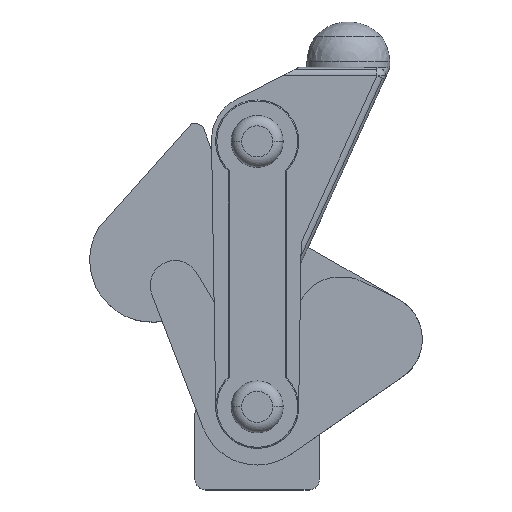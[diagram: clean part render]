
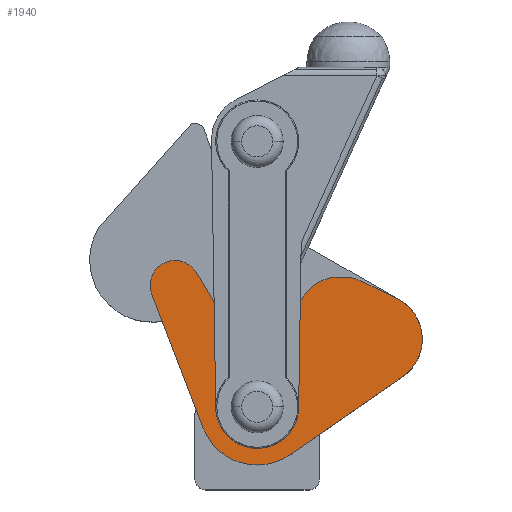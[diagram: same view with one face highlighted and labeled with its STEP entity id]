
A CAD part, top view. The second image highlights one B-rep face of the part: STEP entity #1940.
In plain terms, the highlighted planar face has unit normal (0, 0, 1).
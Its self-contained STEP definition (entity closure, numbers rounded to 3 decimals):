
#593=CARTESIAN_POINT('',(-101.84,52.836,10.5));
#594=VERTEX_POINT('',#593);
#603=CARTESIAN_POINT('',(-106.545,42.957,10.5));
#604=VERTEX_POINT('',#603);
#605=CARTESIAN_POINT('',(-112.809,52.,10.5));
#606=DIRECTION('',(0.0,0.0,-1.0));
#607=DIRECTION('',(0.997,0.076,0.0));
#608=AXIS2_PLACEMENT_3D('',#605,#606,#607);
#609=CIRCLE('',#608,11.);
#610=EDGE_CURVE('',#594,#604,#609,.T.);
#635=CARTESIAN_POINT('',(-145.739,22.323,10.5));
#636=VERTEX_POINT('',#635);
#645=CARTESIAN_POINT('',(-154.681,30.689,10.5));
#646=VERTEX_POINT('',#645);
#647=CARTESIAN_POINT('',(-141.609,35.7,10.5));
#648=DIRECTION('',(0.0,0.0,-1.));
#649=DIRECTION('',(-0.295,-0.955,0.0));
#650=AXIS2_PLACEMENT_3D('',#647,#648,#649);
#651=CIRCLE('',#650,14.);
#652=EDGE_CURVE('',#636,#646,#651,.T.);
#677=CARTESIAN_POINT('',(-164.038,70.393,10.5));
#678=VERTEX_POINT('',#677);
#687=CARTESIAN_POINT('',(-156.266,68.091,10.5));
#688=VERTEX_POINT('',#687);
#689=CARTESIAN_POINT('',(-161.409,65.,10.5));
#690=DIRECTION('',(0.0,0.0,-1.));
#691=DIRECTION('',(-0.438,0.899,0.0));
#692=AXIS2_PLACEMENT_3D('',#689,#690,#691);
#693=CIRCLE('',#692,6.);
#694=EDGE_CURVE('',#678,#688,#693,.T.);
#719=CARTESIAN_POINT('',(-141.192,55.007,10.5));
#720=VERTEX_POINT('',#719);
#729=CARTESIAN_POINT('',(-130.92,61.545,10.5));
#730=VERTEX_POINT('',#729);
#731=CARTESIAN_POINT('',(-141.609,67.,10.5));
#732=DIRECTION('',(0.0,0.0,1.));
#733=DIRECTION('',(0.035,-0.999,0.0));
#734=AXIS2_PLACEMENT_3D('',#731,#732,#733);
#735=CIRCLE('',#734,12.);
#736=EDGE_CURVE('',#720,#730,#735,.T.);
#761=CARTESIAN_POINT('',(-127.235,65.528,10.5));
#762=VERTEX_POINT('',#761);
#771=CARTESIAN_POINT('',(-122.013,67.,10.5));
#772=VERTEX_POINT('',#771);
#773=CARTESIAN_POINT('',(-122.013,57.,10.5));
#774=DIRECTION('',(0.0,0.0,-1.));
#775=DIRECTION('',(-0.522,0.853,0.0));
#776=AXIS2_PLACEMENT_3D('',#773,#774,#775);
#777=CIRCLE('',#776,10.);
#778=EDGE_CURVE('',#762,#772,#777,.T.);
#803=CARTESIAN_POINT('',(-118.532,66.744,10.5));
#804=VERTEX_POINT('',#803);
#813=CARTESIAN_POINT('',(-116.398,65.988,10.5));
#814=VERTEX_POINT('',#813);
#815=CARTESIAN_POINT('',(-120.781,57.,10.5));
#816=DIRECTION('',(0.0,0.0,-1.0));
#817=DIRECTION('',(0.225,0.974,0.0));
#818=AXIS2_PLACEMENT_3D('',#815,#816,#817);
#819=CIRCLE('',#818,10.);
#820=EDGE_CURVE('',#804,#814,#819,.T.);
#847=CARTESIAN_POINT('',(-144.609,35.7,10.5));
#848=VERTEX_POINT('',#847);
#864=CARTESIAN_POINT('',(-138.609,35.7,10.5));
#865=VERTEX_POINT('',#864);
#872=CARTESIAN_POINT('',(-141.609,35.7,10.5));
#873=DIRECTION('',(0.0,0.0,-1.0));
#874=DIRECTION('',(-1.0,0.0,0.0));
#875=AXIS2_PLACEMENT_3D('',#872,#873,#874);
#876=CIRCLE('',#875,3.);
#877=EDGE_CURVE('',#848,#865,#876,.T.);
#1544=CARTESIAN_POINT('',(-141.609,35.7,10.5));
#1545=DIRECTION('',(0.0,0.0,-1.0));
#1546=DIRECTION('',(-1.0,0.0,0.0));
#1547=AXIS2_PLACEMENT_3D('',#1544,#1545,#1546);
#1548=CIRCLE('',#1547,3.);
#1549=EDGE_CURVE('',#865,#848,#1548,.T.);
#1577=CARTESIAN_POINT('',(-120.781,67.,10.5));
#1578=VERTEX_POINT('',#1577);
#1585=CARTESIAN_POINT('',(-120.781,57.,10.5));
#1586=DIRECTION('',(0.0,0.0,-1.0));
#1587=DIRECTION('',(0.225,0.974,0.0));
#1588=AXIS2_PLACEMENT_3D('',#1585,#1586,#1587);
#1589=CIRCLE('',#1588,10.);
#1590=EDGE_CURVE('',#1578,#804,#1589,.T.);
#1607=CARTESIAN_POINT('',(-122.013,67.,10.5));
#1608=DIRECTION('',(1.0,0.0,0.0));
#1609=VECTOR('',#1608,1.232);
#1610=LINE('',#1607,#1609);
#1611=EDGE_CURVE('',#772,#1578,#1610,.T.);
#1631=CARTESIAN_POINT('',(-122.013,57.,10.5));
#1632=DIRECTION('',(0.0,0.0,-1.));
#1633=DIRECTION('',(-0.522,0.853,0.0));
#1634=AXIS2_PLACEMENT_3D('',#1631,#1632,#1633);
#1635=CIRCLE('',#1634,10.);
#1636=EDGE_CURVE('',#730,#762,#1635,.T.);
#1656=CARTESIAN_POINT('',(-151.893,60.817,10.5));
#1657=VERTEX_POINT('',#1656);
#1664=CARTESIAN_POINT('',(-141.609,67.,10.5));
#1665=DIRECTION('',(0.0,0.0,1.));
#1666=DIRECTION('',(0.035,-0.999,0.0));
#1667=AXIS2_PLACEMENT_3D('',#1664,#1665,#1666);
#1668=CIRCLE('',#1667,12.);
#1669=EDGE_CURVE('',#1657,#720,#1668,.T.);
#1686=CARTESIAN_POINT('',(-156.266,68.091,10.5));
#1687=DIRECTION('',(0.515,-0.857,0.0));
#1688=VECTOR('',#1687,8.488);
#1689=LINE('',#1686,#1688);
#1690=EDGE_CURVE('',#688,#1657,#1689,.T.);
#1711=CARTESIAN_POINT('',(-167.011,62.852,10.5));
#1712=VERTEX_POINT('',#1711);
#1719=CARTESIAN_POINT('',(-161.409,65.,10.5));
#1720=DIRECTION('',(0.0,0.0,-1.));
#1721=DIRECTION('',(-0.438,0.899,0.0));
#1722=AXIS2_PLACEMENT_3D('',#1719,#1720,#1721);
#1723=CIRCLE('',#1722,6.);
#1724=EDGE_CURVE('',#1712,#678,#1723,.T.);
#1741=CARTESIAN_POINT('',(-154.681,30.689,10.5));
#1742=DIRECTION('',(-0.358,0.934,0.0));
#1743=VECTOR('',#1742,34.446);
#1744=LINE('',#1741,#1743);
#1745=EDGE_CURVE('',#646,#1712,#1744,.T.);
#1766=CARTESIAN_POINT('',(-133.637,24.191,10.5));
#1767=VERTEX_POINT('',#1766);
#1774=CARTESIAN_POINT('',(-141.609,35.7,10.5));
#1775=DIRECTION('',(0.0,0.0,-1.));
#1776=DIRECTION('',(-0.295,-0.955,0.0));
#1777=AXIS2_PLACEMENT_3D('',#1774,#1775,#1776);
#1778=CIRCLE('',#1777,14.);
#1779=EDGE_CURVE('',#1767,#636,#1778,.T.);
#1796=CARTESIAN_POINT('',(-106.545,42.957,10.5));
#1797=DIRECTION('',(-0.822,-0.569,0.0));
#1798=VECTOR('',#1797,32.956);
#1799=LINE('',#1796,#1798);
#1800=EDGE_CURVE('',#604,#1767,#1799,.T.);
#1821=CARTESIAN_POINT('',(-107.987,61.887,10.5));
#1822=VERTEX_POINT('',#1821);
#1829=CARTESIAN_POINT('',(-112.809,52.,10.5));
#1830=DIRECTION('',(0.0,0.0,-1.0));
#1831=DIRECTION('',(0.997,0.076,0.0));
#1832=AXIS2_PLACEMENT_3D('',#1829,#1830,#1831);
#1833=CIRCLE('',#1832,11.);
#1834=EDGE_CURVE('',#1822,#594,#1833,.T.);
#1851=CARTESIAN_POINT('',(-116.398,65.988,10.5));
#1852=DIRECTION('',(0.899,-0.438,0.0));
#1853=VECTOR('',#1852,9.357);
#1854=LINE('',#1851,#1853);
#1855=EDGE_CURVE('',#814,#1822,#1854,.T.);
#1912=CARTESIAN_POINT('',(-112.809,52.,10.5));
#1913=DIRECTION('',(0.0,0.0,1.0));
#1914=DIRECTION('',(1.0,0.0,0.0));
#1915=AXIS2_PLACEMENT_3D('',#1912,#1913,#1914);
#1916=PLANE('',#1915);
#1917=ORIENTED_EDGE('',*,*,#1855,.F.);
#1918=ORIENTED_EDGE('',*,*,#820,.F.);
#1919=ORIENTED_EDGE('',*,*,#1590,.F.);
#1920=ORIENTED_EDGE('',*,*,#1611,.F.);
#1921=ORIENTED_EDGE('',*,*,#778,.F.);
#1922=ORIENTED_EDGE('',*,*,#1636,.F.);
#1923=ORIENTED_EDGE('',*,*,#736,.F.);
#1924=ORIENTED_EDGE('',*,*,#1669,.F.);
#1925=ORIENTED_EDGE('',*,*,#1690,.F.);
#1926=ORIENTED_EDGE('',*,*,#694,.F.);
#1927=ORIENTED_EDGE('',*,*,#1724,.F.);
#1928=ORIENTED_EDGE('',*,*,#1745,.F.);
#1929=ORIENTED_EDGE('',*,*,#652,.F.);
#1930=ORIENTED_EDGE('',*,*,#1779,.F.);
#1931=ORIENTED_EDGE('',*,*,#1800,.F.);
#1932=ORIENTED_EDGE('',*,*,#610,.F.);
#1933=ORIENTED_EDGE('',*,*,#1834,.F.);
#1934=EDGE_LOOP('',(#1917,#1918,#1919,#1920,#1921,#1922,#1923,#1924,#1925,#1926,#1927,#1928,#1929,#1930,#1931,#1932,#1933));
#1935=FACE_OUTER_BOUND('',#1934,.T.);
#1936=ORIENTED_EDGE('',*,*,#877,.T.);
#1937=ORIENTED_EDGE('',*,*,#1549,.T.);
#1938=EDGE_LOOP('',(#1936,#1937));
#1939=FACE_BOUND('',#1938,.T.);
#1940=ADVANCED_FACE('',(#1935,#1939),#1916,.T.);
